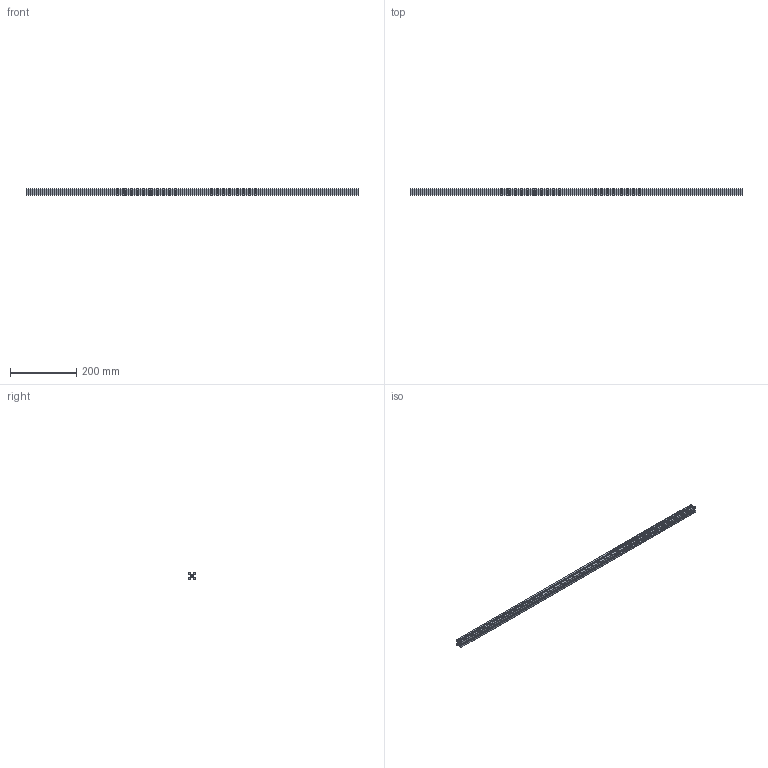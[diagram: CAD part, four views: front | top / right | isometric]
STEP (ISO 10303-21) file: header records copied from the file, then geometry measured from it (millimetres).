
FILE_DESCRIPTION (( 'STEP AP214' ), '1' );
FILE_NAME ('1.0202.4.SPSS.AV.STEP', '2025-06-11T13:11:50', ( '' ), ( '' ), 'SwSTEP 2.0', 'SolidWorks 2023', '' );
FILE_SCHEMA (( 'AUTOMOTIVE_DESIGN' ));
Length unit declared in the file: millimetre
Products named in the file (1): 1.0202.4.SPSS.AV
Bounding box: 1000 x 20 x 20 mm (x, y, z)
Volume: 179280.3 mm3; surface area: 171406.7 mm2
Topology: 1 solids, 1 shells, 78 faces, 228 edges, 152 vertices
Faces by surface type: plane 54, cylinder 24
Entity records: 2607 total; most frequent: CARTESIAN_POINT 459, ORIENTED_EDGE 456, DIRECTION 434, EDGE_CURVE 228, LINE 180, VECTOR 180, VERTEX_POINT 152, AXIS2_PLACEMENT_3D 127
